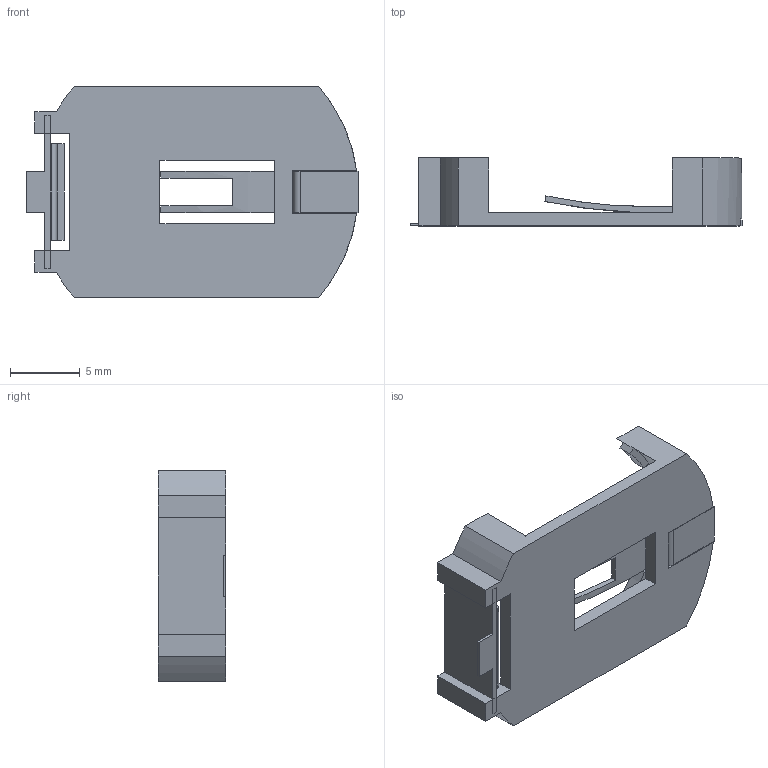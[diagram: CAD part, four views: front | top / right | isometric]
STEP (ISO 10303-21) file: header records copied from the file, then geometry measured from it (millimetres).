
FILE_DESCRIPTION(('FreeCAD Model'),'2;1');
FILE_NAME('Eagle_plastic_devices-122-1020-GR-mj.step', '2020-11-20T00:28:22',('Author'),(''), 'Open CASCADE STEP processor 7.3','FreeCAD','Unknown');
FILE_SCHEMA(('AUTOMOTIVE_DESIGN { 1 0 10303 214 1 1 1 1 }'));
Length unit declared in the file: millimetre
Products named in the file (4): CoinCellHolder_CR2032_SMT; BLP2032M-Housing; BLP2032M-neg_terminal; BLP2032M-pos_terminal
Assembly tree (3 placements, depth 2):
  CoinCellHolder_CR2032_SMT
    BLP2032M-Housing
    BLP2032M-neg_terminal
    BLP2032M-pos_terminal
Bounding box: 23.76 x 4.86 x 15.1 mm (x, y, z)
Volume: 458.7 mm3; surface area: 1212.1 mm2
Topology: 3 solids, 3 shells, 86 faces, 238 edges, 158 vertices
Faces by surface type: plane 68, cylinder 12, bspline 6
Entity records: 3000 total; most frequent: CARTESIAN_POINT 724, ORIENTED_EDGE 476, DIRECTION 418, EDGE_CURVE 238, LINE 190, VECTOR 190, VERTEX_POINT 158, AXIS2_PLACEMENT_3D 114
